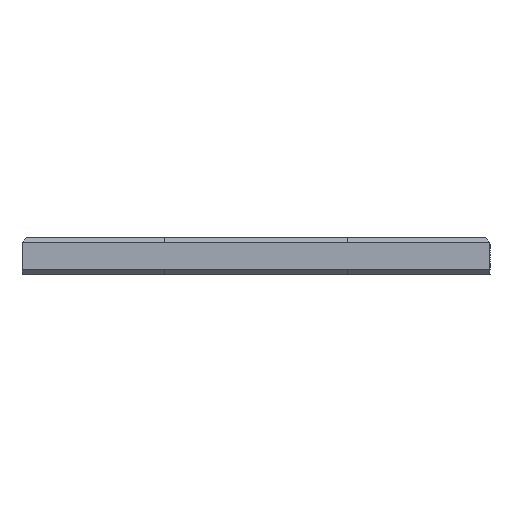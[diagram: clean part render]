
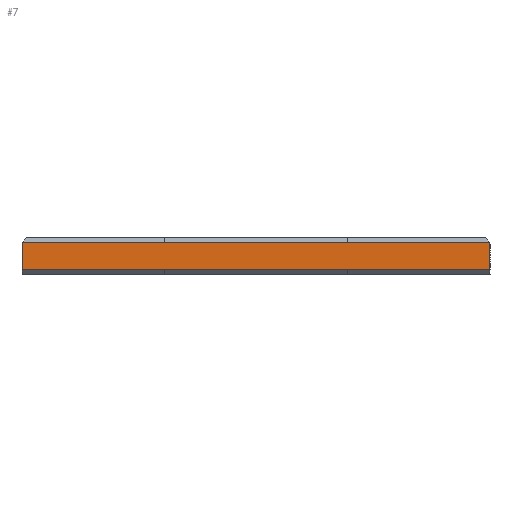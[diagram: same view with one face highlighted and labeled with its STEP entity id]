
A CAD part, left-side view. The second image highlights one B-rep face of the part: STEP entity #7.
In plain terms, the highlighted planar face has unit normal (-1, 0, 0).
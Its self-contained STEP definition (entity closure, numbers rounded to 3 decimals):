
#7 = ADVANCED_FACE ( 'NONE', ( #2231 ), #721, .T. ) ;
#235 = EDGE_CURVE ( 'NONE', #518, #1257, #1898, .T. ) ;
#518 = VERTEX_POINT ( 'NONE', #3721 ) ;
#603 = VECTOR ( 'NONE', #3394, 1000. ) ;
#657 = DIRECTION ( 'NONE',  ( -1., 0., 0. ) ) ;
#721 = PLANE ( 'NONE',  #2499 ) ;
#750 = CARTESIAN_POINT ( 'NONE',  ( -84.5, -5., -3.5 ) ) ;
#822 = EDGE_CURVE ( 'NONE', #1257, #2733, #3657, .T. ) ;
#1011 = CARTESIAN_POINT ( 'NONE',  ( -84.5, 41., 0. ) ) ;
#1030 = ORIENTED_EDGE ( 'NONE', *, *, #3030, .T. ) ;
#1208 = EDGE_LOOP ( 'NONE', ( #1740, #1030, #3233, #2451 ) ) ;
#1257 = VERTEX_POINT ( 'NONE', #750 ) ;
#1258 = VECTOR ( 'NONE', #2827, 1000. ) ;
#1642 = LINE ( 'NONE', #2867, #2940 ) ;
#1655 = LINE ( 'NONE', #2271, #2141 ) ;
#1740 = ORIENTED_EDGE ( 'NONE', *, *, #822, .T. ) ;
#1839 = CARTESIAN_POINT ( 'NONE',  ( -84.5, 41., -3.5 ) ) ;
#1898 = LINE ( 'NONE', #1839, #1258 ) ;
#2141 = VECTOR ( 'NONE', #2857, 1000. ) ;
#2231 = FACE_OUTER_BOUND ( 'NONE', #1208, .T. ) ;
#2271 = CARTESIAN_POINT ( 'NONE',  ( -84.5, 41., -0.5 ) ) ;
#2451 = ORIENTED_EDGE ( 'NONE', *, *, #235, .T. ) ;
#2499 = AXIS2_PLACEMENT_3D ( 'NONE', #1011, #657, #3169 ) ;
#2652 = CARTESIAN_POINT ( 'NONE',  ( -84.5, -5., -0.5 ) ) ;
#2733 = VERTEX_POINT ( 'NONE', #2652 ) ;
#2827 = DIRECTION ( 'NONE',  ( 0., -1., 0. ) ) ;
#2857 = DIRECTION ( 'NONE',  ( 0., 1., 0. ) ) ;
#2867 = CARTESIAN_POINT ( 'NONE',  ( -84.5, 46., -4. ) ) ;
#2940 = VECTOR ( 'NONE', #3806, 1000. ) ;
#3030 = EDGE_CURVE ( 'NONE', #2733, #3812, #1655, .T. ) ;
#3061 = CARTESIAN_POINT ( 'NONE',  ( -84.5, -5., -4. ) ) ;
#3169 = DIRECTION ( 'NONE',  ( 0., 0., 1. ) ) ;
#3228 = CARTESIAN_POINT ( 'NONE',  ( -84.5, 46., -0.5 ) ) ;
#3233 = ORIENTED_EDGE ( 'NONE', *, *, #3569, .F. ) ;
#3394 = DIRECTION ( 'NONE',  ( 0., 0., 1. ) ) ;
#3569 = EDGE_CURVE ( 'NONE', #518, #3812, #1642, .T. ) ;
#3657 = LINE ( 'NONE', #3061, #603 ) ;
#3721 = CARTESIAN_POINT ( 'NONE',  ( -84.5, 46., -3.5 ) ) ;
#3806 = DIRECTION ( 'NONE',  ( 0., 0., 1. ) ) ;
#3812 = VERTEX_POINT ( 'NONE', #3228 ) ;
